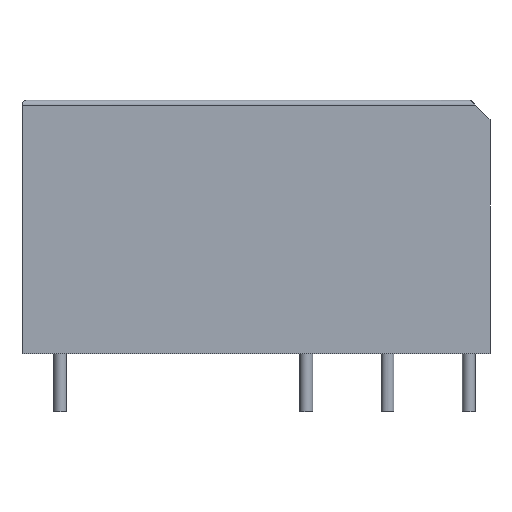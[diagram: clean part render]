
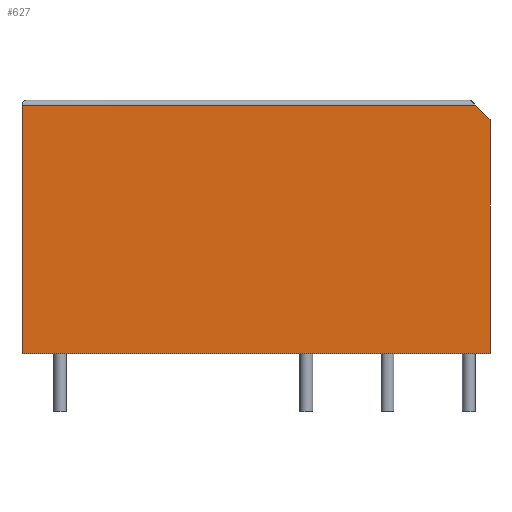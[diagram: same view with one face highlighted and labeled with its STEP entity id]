
A CAD part, front view. The second image highlights one B-rep face of the part: STEP entity #627.
In plain terms, the highlighted planar face has unit normal (0, -1, 0).
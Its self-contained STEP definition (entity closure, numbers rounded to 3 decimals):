
#62=PLANE('',#693);
#94=FACE_OUTER_BOUND('',#136,.T.);
#136=EDGE_LOOP('',(#457,#458,#459,#460,#461));
#190=LINE('',#949,#249);
#196=LINE('',#969,#255);
#197=LINE('',#971,#256);
#198=LINE('',#973,#257);
#199=LINE('',#974,#258);
#249=VECTOR('',#756,10.);
#255=VECTOR('',#776,10.);
#256=VECTOR('',#777,10.);
#257=VECTOR('',#778,10.);
#258=VECTOR('',#779,10.);
#308=VERTEX_POINT('',#947);
#309=VERTEX_POINT('',#948);
#316=VERTEX_POINT('',#968);
#317=VERTEX_POINT('',#970);
#318=VERTEX_POINT('',#972);
#362=EDGE_CURVE('',#308,#309,#190,.T.);
#372=EDGE_CURVE('',#316,#308,#196,.T.);
#373=EDGE_CURVE('',#317,#316,#197,.T.);
#374=EDGE_CURVE('',#317,#318,#198,.T.);
#375=EDGE_CURVE('',#309,#318,#199,.T.);
#457=ORIENTED_EDGE('',*,*,#362,.F.);
#458=ORIENTED_EDGE('',*,*,#372,.F.);
#459=ORIENTED_EDGE('',*,*,#373,.F.);
#460=ORIENTED_EDGE('',*,*,#374,.T.);
#461=ORIENTED_EDGE('',*,*,#375,.F.);
#627=ADVANCED_FACE('',(#94),#62,.T.);
#693=AXIS2_PLACEMENT_3D('',#967,#774,#775);
#756=DIRECTION('',(1.,0.,0.));
#774=DIRECTION('center_axis',(0.,-1.,0.));
#775=DIRECTION('ref_axis',(1.,0.,0.));
#776=DIRECTION('',(0.,0.,1.));
#777=DIRECTION('',(-1.,0.,0.));
#778=DIRECTION('',(0.,0.,1.));
#779=DIRECTION('',(0.707,0.,-0.707));
#947=CARTESIAN_POINT('',(-2.35,-6.35,15.4));
#948=CARTESIAN_POINT('',(25.75,-6.35,15.4));
#949=CARTESIAN_POINT('',(4.9,-6.35,15.4));
#967=CARTESIAN_POINT('Origin',(-2.35,-6.35,0.));
#968=CARTESIAN_POINT('',(-2.35,-6.35,0.));
#969=CARTESIAN_POINT('',(-2.35,-6.35,0.));
#970=CARTESIAN_POINT('',(26.65,-6.35,0.));
#971=CARTESIAN_POINT('',(26.65,-6.35,0.));
#972=CARTESIAN_POINT('',(26.65,-6.35,14.5));
#973=CARTESIAN_POINT('',(26.65,-6.35,0.));
#974=CARTESIAN_POINT('',(22.725,-6.35,18.425));
